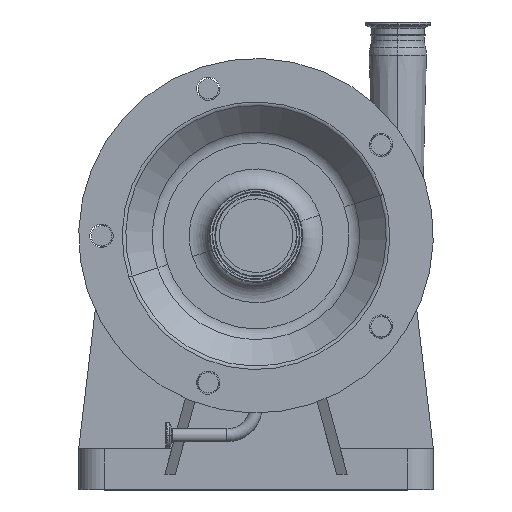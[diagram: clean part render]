
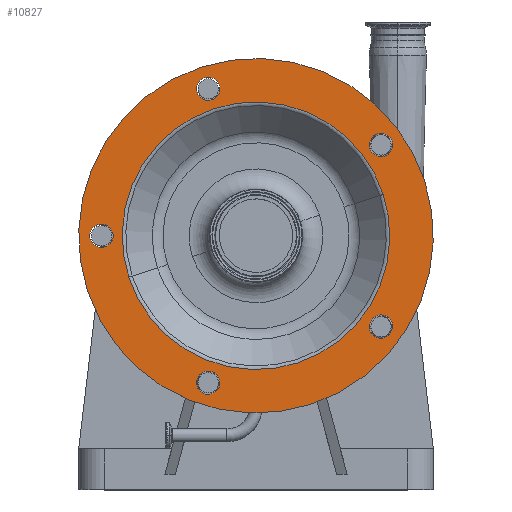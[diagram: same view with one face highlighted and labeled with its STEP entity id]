
A CAD part, top view. The second image highlights one B-rep face of the part: STEP entity #10827.
In plain terms, the highlighted planar face has unit normal (0, 0, 1).
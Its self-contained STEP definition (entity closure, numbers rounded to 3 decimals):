
#124 = FACE_BOUND ( 'NONE', #1223, .T. ) ;
#349 = VERTEX_POINT ( 'NONE', #11983 ) ;
#413 = CARTESIAN_POINT ( 'NONE',  ( 112.438, 86.084, 289.5 ) ) ;
#503 = AXIS2_PLACEMENT_3D ( 'NONE', #2321, #13769, #7987 ) ;
#608 = CARTESIAN_POINT ( 'NONE',  ( 123.375, 89.637, 289.5 ) ) ;
#722 = DIRECTION ( 'NONE',  ( 0.951, 0.309, 0. ) ) ;
#826 = AXIS2_PLACEMENT_3D ( 'NONE', #14143, #1488, #2705 ) ;
#862 = ORIENTED_EDGE ( 'NONE', *, *, #2616, .F. ) ;
#953 = EDGE_CURVE ( 'NONE', #349, #14709, #11015, .T. ) ;
#988 = AXIS2_PLACEMENT_3D ( 'NONE', #3063, #5551, #12765 ) ;
#1041 = FACE_BOUND ( 'NONE', #5151, .T. ) ;
#1048 = AXIS2_PLACEMENT_3D ( 'NONE', #2861, #13327, #5061 ) ;
#1090 = CARTESIAN_POINT ( 'NONE',  ( -166.435, -54.078, 289.5 ) ) ;
#1223 = EDGE_LOOP ( 'NONE', ( #12383, #862 ) ) ;
#1290 = AXIS2_PLACEMENT_3D ( 'NONE', #3483, #8079, #10399 ) ;
#1401 = DIRECTION ( 'NONE',  ( 0., 0., 1. ) ) ;
#1457 = VERTEX_POINT ( 'NONE', #6494 ) ;
#1488 = DIRECTION ( 'NONE',  ( 0., 0., 1. ) ) ;
#1522 = ORIENTED_EDGE ( 'NONE', *, *, #3997, .F. ) ;
#1525 = EDGE_CURVE ( 'NONE', #1713, #5941, #9109, .T. ) ;
#1622 = CIRCLE ( 'NONE', #10020, 11.5 ) ;
#1649 = AXIS2_PLACEMENT_3D ( 'NONE', #11038, #5042, #722 ) ;
#1694 = EDGE_LOOP ( 'NONE', ( #10727, #14654 ) ) ;
#1713 = VERTEX_POINT ( 'NONE', #10981 ) ;
#2310 = CARTESIAN_POINT ( 'NONE',  ( -141.563, 3.554, 289.5 ) ) ;
#2321 = CARTESIAN_POINT ( 'NONE',  ( -54.078, 166.435, 289.5 ) ) ;
#2436 = VERTEX_POINT ( 'NONE', #8542 ) ;
#2616 = EDGE_CURVE ( 'NONE', #8404, #13119, #9130, .T. ) ;
#2705 = DIRECTION ( 'NONE',  ( 0.951, 0.309, 0. ) ) ;
#2754 = CARTESIAN_POINT ( 'NONE',  ( -36.188, 148.59, 289.5 ) ) ;
#2822 = ORIENTED_EDGE ( 'NONE', *, *, #11268, .T. ) ;
#2861 = CARTESIAN_POINT ( 'NONE',  ( -152.5, 0., 289.5 ) ) ;
#3053 = ORIENTED_EDGE ( 'NONE', *, *, #9668, .F. ) ;
#3063 = CARTESIAN_POINT ( 'NONE',  ( 0., 0., 289.5 ) ) ;
#3136 = AXIS2_PLACEMENT_3D ( 'NONE', #5324, #4195, #8783 ) ;
#3180 = CARTESIAN_POINT ( 'NONE',  ( -36.188, -141.482, 289.5 ) ) ;
#3429 = VERTEX_POINT ( 'NONE', #1090 ) ;
#3483 = CARTESIAN_POINT ( 'NONE',  ( 0., 0., 289.5 ) ) ;
#3604 = EDGE_LOOP ( 'NONE', ( #3872, #2822 ) ) ;
#3613 = PLANE ( 'NONE',  #503 ) ;
#3701 = CARTESIAN_POINT ( 'NONE',  ( -58.062, 141.482, 289.5 ) ) ;
#3854 = DIRECTION ( 'NONE',  ( 0., 0., 1. ) ) ;
#3872 = ORIENTED_EDGE ( 'NONE', *, *, #6183, .T. ) ;
#3997 = EDGE_CURVE ( 'NONE', #5168, #3429, #14680, .T. ) ;
#4021 = DIRECTION ( 'NONE',  ( 0., 0., 1. ) ) ;
#4054 = ORIENTED_EDGE ( 'NONE', *, *, #8968, .F. ) ;
#4086 = DIRECTION ( 'NONE',  ( 0.951, 0.309, 0. ) ) ;
#4195 = DIRECTION ( 'NONE',  ( 0., 0., 1. ) ) ;
#4201 = CIRCLE ( 'NONE', #1048, 11.5 ) ;
#4212 = CIRCLE ( 'NONE', #826, 11.5 ) ;
#4217 = CIRCLE ( 'NONE', #13579, 11.5 ) ;
#4219 = DIRECTION ( 'NONE',  ( 0.951, 0.309, 0. ) ) ;
#4722 = VERTEX_POINT ( 'NONE', #12245 ) ;
#5009 = DIRECTION ( 'NONE',  ( -0.951, -0.309, 0. ) ) ;
#5042 = DIRECTION ( 'NONE',  ( 0., 0., 1. ) ) ;
#5061 = DIRECTION ( 'NONE',  ( 0.951, 0.309, 0. ) ) ;
#5151 = EDGE_LOOP ( 'NONE', ( #8836, #3053 ) ) ;
#5168 = VERTEX_POINT ( 'NONE', #9725 ) ;
#5324 = CARTESIAN_POINT ( 'NONE',  ( -152.5, 0., 289.5 ) ) ;
#5440 = EDGE_CURVE ( 'NONE', #4722, #11776, #11616, .T. ) ;
#5551 = DIRECTION ( 'NONE',  ( 0., 0., -1. ) ) ;
#5702 = ORIENTED_EDGE ( 'NONE', *, *, #7164, .F. ) ;
#5941 = VERTEX_POINT ( 'NONE', #413 ) ;
#6127 = CIRCLE ( 'NONE', #1290, 132.071 ) ;
#6143 = CARTESIAN_POINT ( 'NONE',  ( 0., 0., 289.5 ) ) ;
#6183 = EDGE_CURVE ( 'NONE', #6502, #2436, #6127, .T. ) ;
#6229 = EDGE_CURVE ( 'NONE', #7600, #1457, #4201, .T. ) ;
#6494 = CARTESIAN_POINT ( 'NONE',  ( -163.437, -3.554, 289.5 ) ) ;
#6502 = VERTEX_POINT ( 'NONE', #12784 ) ;
#6573 = EDGE_CURVE ( 'NONE', #11776, #4722, #4212, .T. ) ;
#6931 = DIRECTION ( 'NONE',  ( 0.951, 0.309, 0. ) ) ;
#7164 = EDGE_CURVE ( 'NONE', #14709, #349, #4217, .T. ) ;
#7194 = DIRECTION ( 'NONE',  ( 0., 0., -1. ) ) ;
#7562 = DIRECTION ( 'NONE',  ( 0.951, 0.309, 0. ) ) ;
#7600 = VERTEX_POINT ( 'NONE', #2310 ) ;
#7906 = FACE_OUTER_BOUND ( 'NONE', #11820, .T. ) ;
#7987 = DIRECTION ( 'NONE',  ( -0.951, -0.309, 0. ) ) ;
#8060 = CARTESIAN_POINT ( 'NONE',  ( 123.375, 89.637, 289.5 ) ) ;
#8079 = DIRECTION ( 'NONE',  ( 0., 0., -1. ) ) ;
#8206 = FACE_BOUND ( 'NONE', #3604, .T. ) ;
#8404 = VERTEX_POINT ( 'NONE', #3701 ) ;
#8444 = AXIS2_PLACEMENT_3D ( 'NONE', #6143, #7194, #5009 ) ;
#8542 = CARTESIAN_POINT ( 'NONE',  ( 125.607, 40.812, 289.5 ) ) ;
#8741 = EDGE_CURVE ( 'NONE', #13119, #8404, #1622, .T. ) ;
#8783 = DIRECTION ( 'NONE',  ( 0.951, 0.309, 0. ) ) ;
#8801 = CARTESIAN_POINT ( 'NONE',  ( 123.375, -89.637, 289.5 ) ) ;
#8836 = ORIENTED_EDGE ( 'NONE', *, *, #6229, .F. ) ;
#8968 = EDGE_CURVE ( 'NONE', #3429, #5168, #11502, .T. ) ;
#9109 = CIRCLE ( 'NONE', #11746, 11.5 ) ;
#9130 = CIRCLE ( 'NONE', #11046, 11.5 ) ;
#9272 = CARTESIAN_POINT ( 'NONE',  ( -47.125, 145.036, 289.5 ) ) ;
#9323 = DIRECTION ( 'NONE',  ( 0.951, 0.309, 0. ) ) ;
#9405 = FACE_BOUND ( 'NONE', #12076, .T. ) ;
#9668 = EDGE_CURVE ( 'NONE', #1457, #7600, #10345, .T. ) ;
#9725 = CARTESIAN_POINT ( 'NONE',  ( 166.435, 54.078, 289.5 ) ) ;
#9777 = DIRECTION ( 'NONE',  ( 0., 0., 1. ) ) ;
#10020 = AXIS2_PLACEMENT_3D ( 'NONE', #14065, #1401, #9323 ) ;
#10222 = ORIENTED_EDGE ( 'NONE', *, *, #10941, .F. ) ;
#10345 = CIRCLE ( 'NONE', #3136, 11.5 ) ;
#10399 = DIRECTION ( 'NONE',  ( -0.951, -0.309, 0. ) ) ;
#10727 = ORIENTED_EDGE ( 'NONE', *, *, #5440, .F. ) ;
#10827 = ADVANCED_FACE ( 'NONE', ( #1041, #12561, #12634, #9405, #8206, #7906, #124 ), #3613, .F. ) ;
#10941 = EDGE_CURVE ( 'NONE', #5941, #1713, #12760, .T. ) ;
#10981 = CARTESIAN_POINT ( 'NONE',  ( 134.312, 93.191, 289.5 ) ) ;
#10994 = DIRECTION ( 'NONE',  ( 0., 0., 1. ) ) ;
#11015 = CIRCLE ( 'NONE', #1649, 11.5 ) ;
#11031 = CARTESIAN_POINT ( 'NONE',  ( 0., 0., 289.5 ) ) ;
#11038 = CARTESIAN_POINT ( 'NONE',  ( -47.125, -145.036, 289.5 ) ) ;
#11046 = AXIS2_PLACEMENT_3D ( 'NONE', #9272, #3854, #12718 ) ;
#11268 = EDGE_CURVE ( 'NONE', #2436, #6502, #13024, .T. ) ;
#11502 = CIRCLE ( 'NONE', #14418, 175. ) ;
#11616 = CIRCLE ( 'NONE', #14310, 11.5 ) ;
#11746 = AXIS2_PLACEMENT_3D ( 'NONE', #608, #4021, #7562 ) ;
#11776 = VERTEX_POINT ( 'NONE', #14160 ) ;
#11820 = EDGE_LOOP ( 'NONE', ( #4054, #1522 ) ) ;
#11983 = CARTESIAN_POINT ( 'NONE',  ( -58.062, -148.59, 289.5 ) ) ;
#12076 = EDGE_LOOP ( 'NONE', ( #12796, #10222 ) ) ;
#12245 = CARTESIAN_POINT ( 'NONE',  ( 134.312, -86.084, 289.5 ) ) ;
#12366 = EDGE_LOOP ( 'NONE', ( #5702, #13080 ) ) ;
#12383 = ORIENTED_EDGE ( 'NONE', *, *, #8741, .F. ) ;
#12535 = DIRECTION ( 'NONE',  ( 0., 0., -1. ) ) ;
#12561 = FACE_BOUND ( 'NONE', #12366, .T. ) ;
#12634 = FACE_BOUND ( 'NONE', #1694, .T. ) ;
#12718 = DIRECTION ( 'NONE',  ( 0.951, 0.309, 0. ) ) ;
#12760 = CIRCLE ( 'NONE', #14692, 11.5 ) ;
#12765 = DIRECTION ( 'NONE',  ( -0.951, -0.309, 0. ) ) ;
#12784 = CARTESIAN_POINT ( 'NONE',  ( -125.607, -40.812, 289.5 ) ) ;
#12796 = ORIENTED_EDGE ( 'NONE', *, *, #1525, .F. ) ;
#13024 = CIRCLE ( 'NONE', #988, 132.071 ) ;
#13080 = ORIENTED_EDGE ( 'NONE', *, *, #953, .F. ) ;
#13119 = VERTEX_POINT ( 'NONE', #2754 ) ;
#13327 = DIRECTION ( 'NONE',  ( 0., 0., 1. ) ) ;
#13579 = AXIS2_PLACEMENT_3D ( 'NONE', #14394, #10994, #4086 ) ;
#13685 = DIRECTION ( 'NONE',  ( 0., 0., 1. ) ) ;
#13769 = DIRECTION ( 'NONE',  ( 0., 0., -1. ) ) ;
#14065 = CARTESIAN_POINT ( 'NONE',  ( -47.125, 145.036, 289.5 ) ) ;
#14143 = CARTESIAN_POINT ( 'NONE',  ( 123.375, -89.637, 289.5 ) ) ;
#14160 = CARTESIAN_POINT ( 'NONE',  ( 112.438, -93.191, 289.5 ) ) ;
#14310 = AXIS2_PLACEMENT_3D ( 'NONE', #8801, #9777, #4219 ) ;
#14394 = CARTESIAN_POINT ( 'NONE',  ( -47.125, -145.036, 289.5 ) ) ;
#14418 = AXIS2_PLACEMENT_3D ( 'NONE', #11031, #12535, #14811 ) ;
#14654 = ORIENTED_EDGE ( 'NONE', *, *, #6573, .F. ) ;
#14680 = CIRCLE ( 'NONE', #8444, 175. ) ;
#14692 = AXIS2_PLACEMENT_3D ( 'NONE', #8060, #13685, #6931 ) ;
#14709 = VERTEX_POINT ( 'NONE', #3180 ) ;
#14811 = DIRECTION ( 'NONE',  ( -0.951, -0.309, 0. ) ) ;
